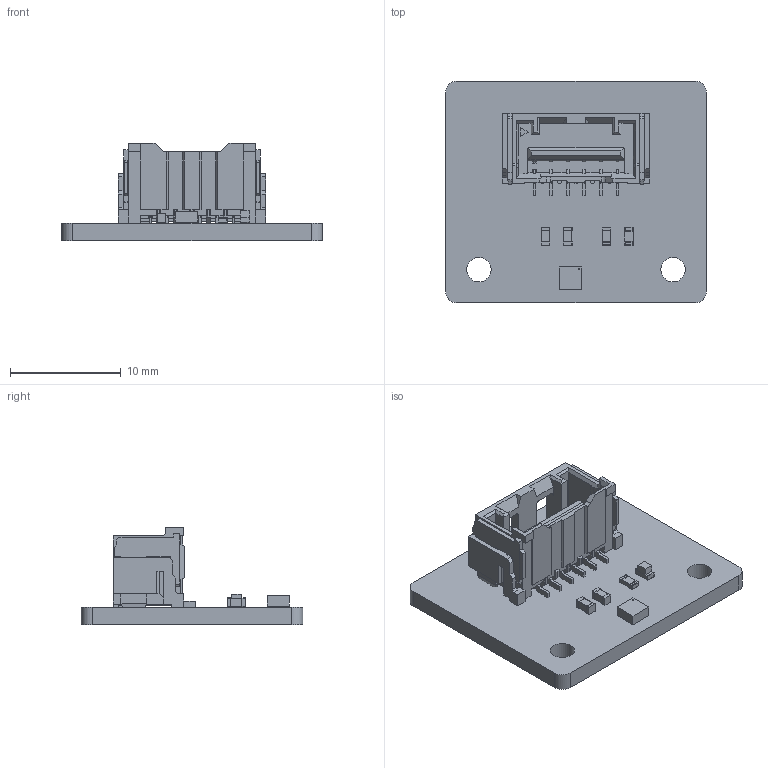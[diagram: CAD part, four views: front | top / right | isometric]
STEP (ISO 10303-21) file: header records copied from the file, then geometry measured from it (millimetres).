
FILE_DESCRIPTION(('KiCad electronic assembly'),'2;1');
FILE_NAME('MK4 Accelerometer.step','2024-05-16T22:51:51',('Pcbnew'),( 'Kicad'),'Open CASCADE STEP processor 7.6','KiCad to STEP converter' ,'Unknown');
FILE_SCHEMA(('AUTOMOTIVE_DESIGN { 1 0 10303 214 1 1 1 1 }'));
Length unit declared in the file: millimetre
Products named in the file (12): MK4 Accelerometer 1; LGA-12_STM; part; 5025840670; C_0603_1608Metric; R_0603_1608Metric; LED_0603_1608Metric; MK4 Accelerometer_PCB
Assembly tree (12 placements, depth 3):
  MK4 Accelerometer 1
    LGA-12_STM
      part
    5025840670
      5025840670
    C_0603_1608Metric  x2
      C_0603_1608Metric
    R_0603_1608Metric
      R_0603_1608Metric
    LED_0603_1608Metric
      LED_0603_1608Metric
    MK4 Accelerometer_PCB
Bounding box: 23.5 x 20 x 8.83 mm (x, y, z)
Volume: 1005.2 mm3; surface area: 1892.9 mm2
Topology: 20 solids, 20 shells, 762 faces, 2154 edges, 1454 vertices
Faces by surface type: plane 667, cylinder 95
Full cylindrical faces by diameter (mm): 0.1 x1, 2.2 x2
Entity records: 24932 total; most frequent: CARTESIAN_POINT 4316, ORIENTED_EDGE 4100, DIRECTION 3713, EDGE_CURVE 2050, LINE 1911, VECTOR 1911, VERTEX_POINT 1342, AXIS2_PLACEMENT_3D 901
